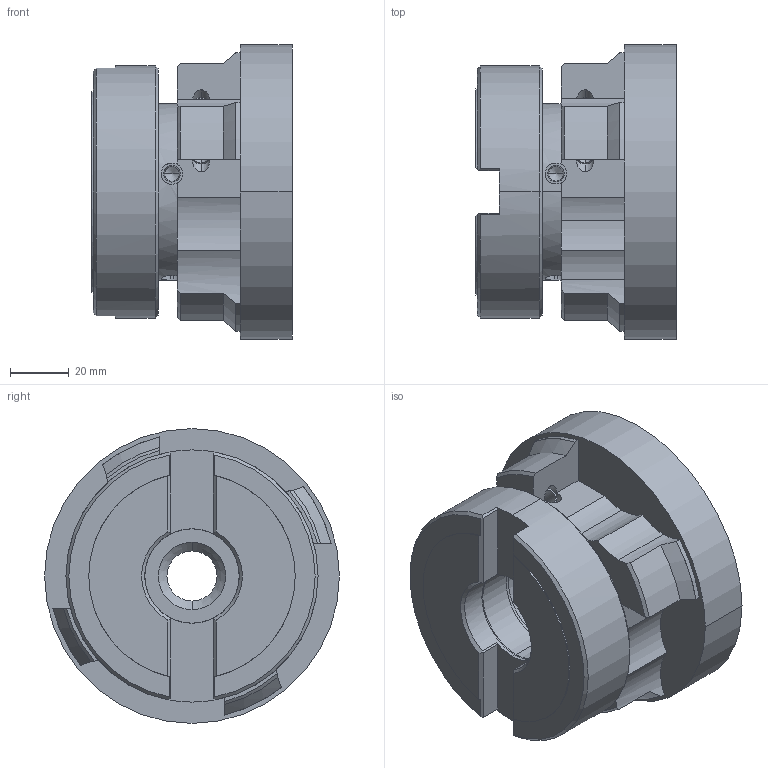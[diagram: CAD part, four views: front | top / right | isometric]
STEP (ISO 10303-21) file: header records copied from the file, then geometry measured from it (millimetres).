
FILE_DESCRIPTION (( 'STEP AP214' ), '1' );
FILE_NAME ('TKA-100-5-Al-B.STEP', '2012-04-16T08:08:47', ( '' ), ( '' ), 'SwSTEP 2.0', 'SolidWorks 2012', '' );
FILE_SCHEMA (( 'AUTOMOTIVE_DESIGN' ));
Length unit declared in the file: millimetre
Products named in the file (1): TKA-100-5-Al-B
Bounding box: 68 x 100 x 100 mm (x, y, z)
Volume: 323173.1 mm3; surface area: 47618.7 mm2
Topology: 1 solids, 1 shells, 201 faces, 538 edges, 336 vertices
Faces by surface type: cylinder 78, plane 77, cone 46
Entity records: 6396 total; most frequent: CARTESIAN_POINT 1380, DIRECTION 1062, ORIENTED_EDGE 1044, EDGE_CURVE 522, AXIS2_PLACEMENT_3D 406, VERTEX_POINT 336, VECTOR 250, LINE 250
